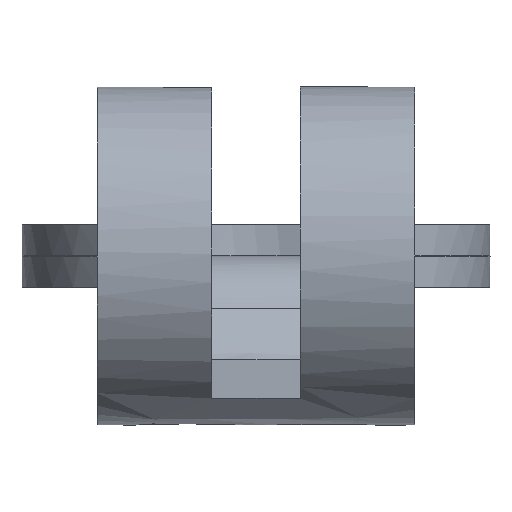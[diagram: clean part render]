
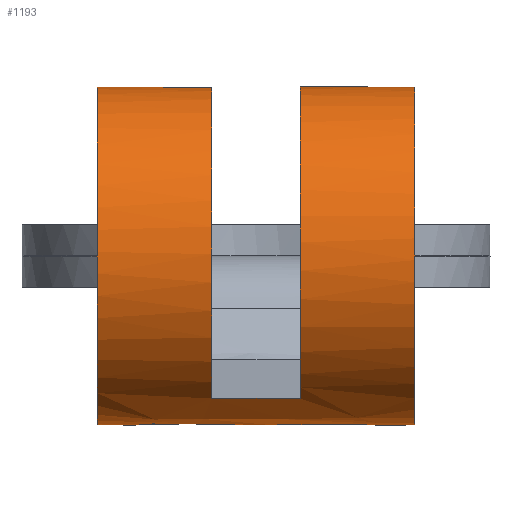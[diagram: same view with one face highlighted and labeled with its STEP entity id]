
A CAD part, left-side view. The second image highlights one B-rep face of the part: STEP entity #1193.
In plain terms, the highlighted free-form (B-spline) face has degree [1, 2] with [2, 9] control points.
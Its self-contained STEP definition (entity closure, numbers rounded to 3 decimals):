
#292=CARTESIAN_POINT('',(3.409,0.85,1.227));
#293=VERTEX_POINT('',#292);
#307=CARTESIAN_POINT('',(-1.35,0.85,-2.739));
#308=VERTEX_POINT('',#307);
#309=CARTESIAN_POINT('',(-1.35,0.85,-2.739));
#310=CARTESIAN_POINT('',(-3.33,0.85,-1.473));
#311=CARTESIAN_POINT('',(-2.749,0.85,0.804));
#312=CARTESIAN_POINT('',(-2.168,0.85,3.081));
#313=CARTESIAN_POINT('',(0.177,0.85,3.242));
#314=CARTESIAN_POINT('',(2.522,0.85,3.404));
#315=CARTESIAN_POINT('',(3.409,0.85,1.227));
#323=(BOUNDED_CURVE()B_SPLINE_CURVE(2,(#309,#310,#311,#312,#313,#314,#315),.UNSPECIFIED.,.F.,.U.)B_SPLINE_CURVE_WITH_KNOTS((3,2,2,3),(0.0,0.333,0.667,1.0),.UNSPECIFIED.)CURVE()GEOMETRIC_REPRESENTATION_ITEM()RATIONAL_B_SPLINE_CURVE((1.0,0.81,1.0,0.81,1.0,0.81,1.0))REPRESENTATION_ITEM(''));
#324=EDGE_CURVE('',#308,#293,#323,.T.);
#347=CARTESIAN_POINT('',(-1.35,-0.85,-2.739));
#348=VERTEX_POINT('',#347);
#349=CARTESIAN_POINT('',(-1.35,-0.85,-2.739));
#350=CARTESIAN_POINT('',(-1.35,0.85,-2.739));
#351=QUASI_UNIFORM_CURVE('',1,(#349,#350),.UNSPECIFIED.,.F.,.U.);
#352=EDGE_CURVE('',#348,#308,#351,.T.);
#368=CARTESIAN_POINT('',(3.409,-0.85,1.227));
#369=VERTEX_POINT('',#368);
#370=CARTESIAN_POINT('',(3.409,-0.85,1.227));
#371=CARTESIAN_POINT('',(2.522,-0.85,3.404));
#372=CARTESIAN_POINT('',(0.177,-0.85,3.242));
#373=CARTESIAN_POINT('',(-2.168,-0.85,3.081));
#374=CARTESIAN_POINT('',(-2.749,-0.85,0.804));
#375=CARTESIAN_POINT('',(-3.33,-0.85,-1.473));
#376=CARTESIAN_POINT('',(-1.35,-0.85,-2.739));
#384=(BOUNDED_CURVE()B_SPLINE_CURVE(2,(#370,#371,#372,#373,#374,#375,#376),.UNSPECIFIED.,.F.,.U.)B_SPLINE_CURVE_WITH_KNOTS((3,2,2,3),(0.0,0.333,0.667,1.0),.UNSPECIFIED.)CURVE()GEOMETRIC_REPRESENTATION_ITEM()RATIONAL_B_SPLINE_CURVE((1.0,0.81,1.0,0.81,1.0,0.81,1.0))REPRESENTATION_ITEM(''));
#385=EDGE_CURVE('',#369,#348,#384,.T.);
#549=CARTESIAN_POINT('',(3.409,-3.05,1.227));
#550=VERTEX_POINT('',#549);
#551=CARTESIAN_POINT('',(3.409,-0.85,1.227));
#552=CARTESIAN_POINT('',(3.409,-3.05,1.227));
#553=QUASI_UNIFORM_CURVE('',1,(#551,#552),.UNSPECIFIED.,.F.,.U.);
#554=EDGE_CURVE('',#369,#550,#553,.T.);
#588=CARTESIAN_POINT('',(3.409,3.05,-1.227));
#589=VERTEX_POINT('',#588);
#610=CARTESIAN_POINT('',(3.409,-3.05,-1.227));
#611=VERTEX_POINT('',#610);
#625=CARTESIAN_POINT('',(3.409,3.05,-1.227));
#626=CARTESIAN_POINT('',(3.409,-3.05,-1.227));
#627=QUASI_UNIFORM_CURVE('',1,(#625,#626),.UNSPECIFIED.,.F.,.U.);
#628=EDGE_CURVE('',#589,#611,#627,.T.);
#876=CARTESIAN_POINT('',(3.409,-3.05,-1.227));
#877=CARTESIAN_POINT('',(2.399,-3.05,-3.704));
#878=CARTESIAN_POINT('',(-0.225,-3.05,-3.189));
#879=CARTESIAN_POINT('',(-2.85,-3.05,-2.675));
#880=CARTESIAN_POINT('',(-2.85,-3.05,0.0));
#881=CARTESIAN_POINT('',(-2.85,-3.05,2.675));
#882=CARTESIAN_POINT('',(-0.225,-3.05,3.189));
#883=CARTESIAN_POINT('',(2.399,-3.05,3.704));
#884=CARTESIAN_POINT('',(3.409,-3.05,1.227));
#892=(BOUNDED_CURVE()B_SPLINE_CURVE(2,(#876,#877,#878,#879,#880,#881,#882,#883,#884),.UNSPECIFIED.,.F.,.U.)B_SPLINE_CURVE_WITH_KNOTS((3,2,2,2,3),(0.0,0.25,0.5,0.75,1.0),.UNSPECIFIED.)CURVE()GEOMETRIC_REPRESENTATION_ITEM()RATIONAL_B_SPLINE_CURVE((1.0,0.772,1.0,0.772,1.0,0.772,1.0,0.772,1.0))REPRESENTATION_ITEM(''));
#893=EDGE_CURVE('',#611,#550,#892,.T.);
#910=CARTESIAN_POINT('',(3.409,3.05,1.227));
#911=VERTEX_POINT('',#910);
#912=CARTESIAN_POINT('',(3.409,3.05,1.227));
#913=CARTESIAN_POINT('',(2.399,3.05,3.704));
#914=CARTESIAN_POINT('',(-0.225,3.05,3.189));
#915=CARTESIAN_POINT('',(-2.85,3.05,2.675));
#916=CARTESIAN_POINT('',(-2.85,3.05,0.0));
#917=CARTESIAN_POINT('',(-2.85,3.05,-2.675));
#918=CARTESIAN_POINT('',(-0.225,3.05,-3.189));
#919=CARTESIAN_POINT('',(2.399,3.05,-3.704));
#920=CARTESIAN_POINT('',(3.409,3.05,-1.227));
#928=(BOUNDED_CURVE()B_SPLINE_CURVE(2,(#912,#913,#914,#915,#916,#917,#918,#919,#920),.UNSPECIFIED.,.F.,.U.)B_SPLINE_CURVE_WITH_KNOTS((3,2,2,2,3),(0.0,0.25,0.5,0.75,1.0),.UNSPECIFIED.)CURVE()GEOMETRIC_REPRESENTATION_ITEM()RATIONAL_B_SPLINE_CURVE((1.0,0.772,1.0,0.772,1.0,0.772,1.0,0.772,1.0))REPRESENTATION_ITEM(''));
#929=EDGE_CURVE('',#911,#589,#928,.T.);
#1153=CARTESIAN_POINT('',(3.448,3.203,-1.128));
#1154=CARTESIAN_POINT('',(3.448,-3.206,-1.128));
#1155=CARTESIAN_POINT('',(2.493,3.203,-3.708));
#1156=CARTESIAN_POINT('',(2.493,-3.206,-3.708));
#1157=CARTESIAN_POINT('',(-0.21,3.203,-3.192));
#1158=CARTESIAN_POINT('',(-0.21,-3.206,-3.192));
#1159=CARTESIAN_POINT('',(-2.912,3.203,-2.676));
#1160=CARTESIAN_POINT('',(-2.912,-3.206,-2.676));
#1161=CARTESIAN_POINT('',(-2.849,3.203,0.074));
#1162=CARTESIAN_POINT('',(-2.849,-3.206,0.074));
#1163=CARTESIAN_POINT('',(-2.786,3.203,2.825));
#1164=CARTESIAN_POINT('',(-2.786,-3.206,2.825));
#1165=CARTESIAN_POINT('',(-0.063,3.203,3.217));
#1166=CARTESIAN_POINT('',(-0.063,-3.206,3.217));
#1167=CARTESIAN_POINT('',(2.66,3.203,3.609));
#1168=CARTESIAN_POINT('',(2.66,-3.206,3.609));
#1169=CARTESIAN_POINT('',(3.496,3.203,0.987));
#1170=CARTESIAN_POINT('',(3.496,-3.206,0.987));
#1178=(BOUNDED_SURFACE()B_SPLINE_SURFACE(1,2,((#1153,#1155,#1157,#1159,#1161,#1163,#1165,#1167,#1169),(#1154,#1156,#1158,#1160,#1162,#1164,#1166,#1168,#1170)),.UNSPECIFIED.,.F.,.F.,.U.)B_SPLINE_SURFACE_WITH_KNOTS((2,2),(3,2,2,2,3),(0.0,6.409),(0.0,4.764,9.528,14.291,19.055),.UNSPECIFIED.)GEOMETRIC_REPRESENTATION_ITEM()RATIONAL_B_SPLINE_SURFACE(((1.0,0.763,1.0,0.763,1.0,0.763,1.0,0.763,1.0),(1.0,0.763,1.0,0.763,1.0,0.763,1.0,0.763,1.0)))REPRESENTATION_ITEM('')SURFACE());
#1179=ORIENTED_EDGE('',*,*,#324,.T.);
#1180=CARTESIAN_POINT('',(3.409,3.05,1.227));
#1181=CARTESIAN_POINT('',(3.409,0.85,1.227));
#1182=QUASI_UNIFORM_CURVE('',1,(#1180,#1181),.UNSPECIFIED.,.F.,.U.);
#1183=EDGE_CURVE('',#911,#293,#1182,.T.);
#1184=ORIENTED_EDGE('',*,*,#1183,.F.);
#1185=ORIENTED_EDGE('',*,*,#929,.T.);
#1186=ORIENTED_EDGE('',*,*,#628,.T.);
#1187=ORIENTED_EDGE('',*,*,#893,.T.);
#1188=ORIENTED_EDGE('',*,*,#554,.F.);
#1189=ORIENTED_EDGE('',*,*,#385,.T.);
#1190=ORIENTED_EDGE('',*,*,#352,.T.);
#1191=EDGE_LOOP('',(#1179,#1184,#1185,#1186,#1187,#1188,#1189,#1190));
#1192=FACE_OUTER_BOUND('',#1191,.T.);
#1193=ADVANCED_FACE('',(#1192),#1178,.T.);
